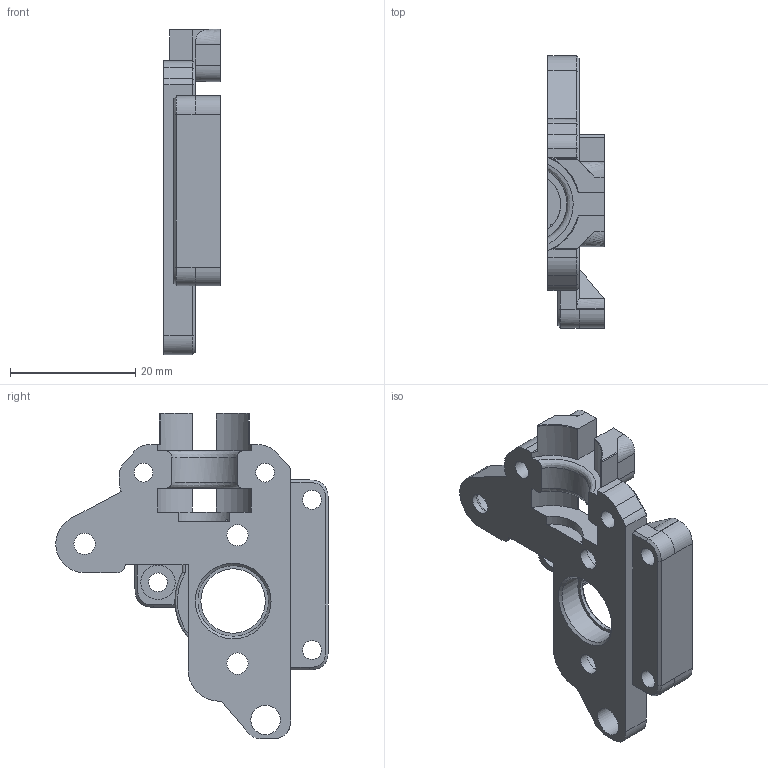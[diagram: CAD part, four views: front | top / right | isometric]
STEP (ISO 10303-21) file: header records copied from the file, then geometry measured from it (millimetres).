
FILE_DESCRIPTION(/* description */ ('STEP AP242','CAx-IF Rec.Pracs.---Representation and Presentation of Product Manufacturing Information (PMI)---4.0---2014-10-13','CAx-IF Rec.Pracs.---3D Tessellated Geometry---0.4---2014-09-14','2;1'),/* implementation_level */ '2;1');
FILE_NAME(/* name */ '62d71207a7b91b26fc2699a5',/* time_stamp */ '2022-07-19T20:20:24+00:00',/* author */ (''),/* organization */ (''),/* preprocessor_version */ 'ST-DEVELOPER v18.102',/* originating_system */ ' ',/* authorisation */ ' ');
FILE_SCHEMA (('AP242_MANAGED_MODEL_BASED_3D_ENGINEERING_MIM_LF { 1 0 10303 442 1 1 4 }'));
Length unit declared in the file: metre
Products named in the file (1): Front Plate
Bounding box: 9 x 43.51 x 52 mm (x, y, z)
Volume: 5668.9 mm3; surface area: 4499.2 mm2
Topology: 1 solids, 1 shells, 168 faces, 430 edges, 269 vertices
Faces by surface type: plane 93, cylinder 32, bspline 30, cone 13
Full cylindrical faces by diameter (mm): 3 x5, 3.4 x3, 4.7 x1, 5.5 x3, 6 x3, 10.3 x1, 11.3 x1
Entity records: 5332 total; most frequent: CARTESIAN_POINT 1538, ORIENTED_EDGE 794, DIRECTION 683, EDGE_CURVE 397, VERTEX_POINT 258, LINE 255, VECTOR 255, EDGE_LOOP 217
